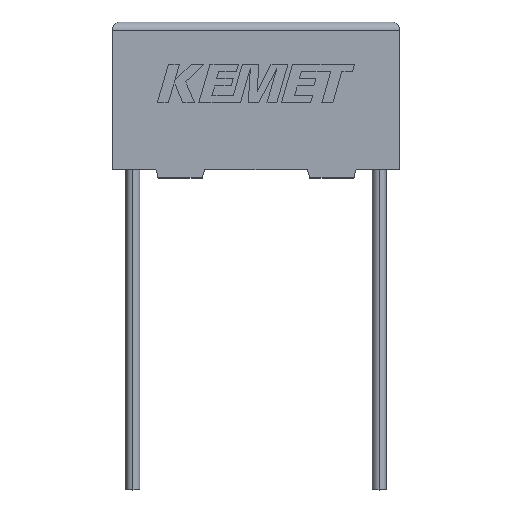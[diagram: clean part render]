
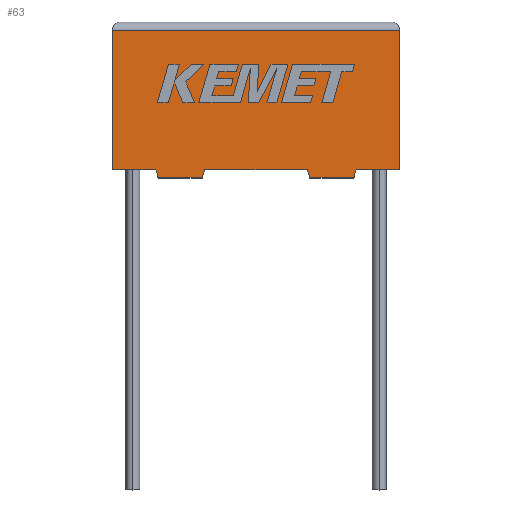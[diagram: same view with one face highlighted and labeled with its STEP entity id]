
A CAD part, top view. The second image highlights one B-rep face of the part: STEP entity #63.
In plain terms, the highlighted planar face has unit normal (0, 0, 1).
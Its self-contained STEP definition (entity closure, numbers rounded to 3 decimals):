
#11 = DIRECTION ( 'NONE',  ( 1., 0., 0. ) ) ;
#30 = CARTESIAN_POINT ( 'NONE',  ( 17.5, 0., 3.5 ) ) ;
#55 = LINE ( 'NONE', #1035, #804 ) ;
#63 = ADVANCED_FACE ( 'NONE', ( #1003 ), #385, .F. ) ;
#108 = DIRECTION ( 'NONE',  ( -1., 0., 0. ) ) ;
#200 = VECTOR ( 'NONE', #2403, 1000. ) ;
#213 = DIRECTION ( 'NONE',  ( -1., 0., 0. ) ) ;
#228 = ORIENTED_EDGE ( 'NONE', *, *, #3166, .T. ) ;
#370 = VECTOR ( 'NONE', #213, 1000. ) ;
#385 = PLANE ( 'NONE',  #1899 ) ;
#404 = CARTESIAN_POINT ( 'NONE',  ( 0., 8.5, 3.5 ) ) ;
#464 = DIRECTION ( 'NONE',  ( 0.287, -0.958, 0. ) ) ;
#724 = ORIENTED_EDGE ( 'NONE', *, *, #1997, .T. ) ;
#735 = CARTESIAN_POINT ( 'NONE',  ( 14.7, -0.5, 3.5 ) ) ;
#787 = VERTEX_POINT ( 'NONE', #1017 ) ;
#797 = CARTESIAN_POINT ( 'NONE',  ( 0., 0., 3.5 ) ) ;
#804 = VECTOR ( 'NONE', #11, 1000. ) ;
#832 = VECTOR ( 'NONE', #1584, 1000. ) ;
#879 = ORIENTED_EDGE ( 'NONE', *, *, #2029, .T. ) ;
#910 = VECTOR ( 'NONE', #2996, 1000. ) ;
#951 = LINE ( 'NONE', #2032, #1536 ) ;
#954 = CARTESIAN_POINT ( 'NONE',  ( 2.65, 0., 3.5 ) ) ;
#999 = EDGE_LOOP ( 'NONE', ( #228, #2733, #879, #724, #2085, #1209, #2002, #2467, #2683, #2520, #2983, #3020 ) ) ;
#1003 = FACE_OUTER_BOUND ( 'NONE', #999, .T. ) ;
#1015 = VECTOR ( 'NONE', #464, 1000. ) ;
#1017 = CARTESIAN_POINT ( 'NONE',  ( 11.873, 0., 3.5 ) ) ;
#1035 = CARTESIAN_POINT ( 'NONE',  ( 0., 0., 3.5 ) ) ;
#1042 = LINE ( 'NONE', #1691, #2137 ) ;
#1052 = LINE ( 'NONE', #1640, #200 ) ;
#1056 = DIRECTION ( 'NONE',  ( -0.287, 0.958, 0. ) ) ;
#1092 = EDGE_CURVE ( 'NONE', #2587, #2788, #1042, .T. ) ;
#1139 = CARTESIAN_POINT ( 'NONE',  ( 14.85, 0., 3.5 ) ) ;
#1149 = CARTESIAN_POINT ( 'NONE',  ( 17.5, 0., 3.5 ) ) ;
#1166 = VERTEX_POINT ( 'NONE', #2920 ) ;
#1175 = EDGE_CURVE ( 'NONE', #2788, #1166, #2170, .T. ) ;
#1209 = ORIENTED_EDGE ( 'NONE', *, *, #2502, .T. ) ;
#1236 = LINE ( 'NONE', #2259, #910 ) ;
#1459 = LINE ( 'NONE', #797, #2783 ) ;
#1499 = EDGE_CURVE ( 'NONE', #2780, #2660, #2334, .T. ) ;
#1525 = LINE ( 'NONE', #30, #832 ) ;
#1536 = VECTOR ( 'NONE', #1056, 1000. ) ;
#1568 = EDGE_CURVE ( 'NONE', #3089, #2527, #1921, .T. ) ;
#1576 = LINE ( 'NONE', #2220, #2003 ) ;
#1584 = DIRECTION ( 'NONE',  ( 0., 1., 0. ) ) ;
#1640 = CARTESIAN_POINT ( 'NONE',  ( 5.478, -0.5, 3.5 ) ) ;
#1683 = DIRECTION ( 'NONE',  ( 0., 0., -1. ) ) ;
#1691 = CARTESIAN_POINT ( 'NONE',  ( 14.85, 0., 3.5 ) ) ;
#1692 = DIRECTION ( 'NONE',  ( -1., 0., 0. ) ) ;
#1718 = LINE ( 'NONE', #1898, #1841 ) ;
#1765 = DIRECTION ( 'NONE',  ( 1., 0., 0. ) ) ;
#1791 = CARTESIAN_POINT ( 'NONE',  ( 2.65, 0., 3.5 ) ) ;
#1841 = VECTOR ( 'NONE', #2851, 1000. ) ;
#1893 = VERTEX_POINT ( 'NONE', #2721 ) ;
#1898 = CARTESIAN_POINT ( 'NONE',  ( 2.8, -0.5, 3.5 ) ) ;
#1899 = AXIS2_PLACEMENT_3D ( 'NONE', #2401, #1683, #108 ) ;
#1921 = LINE ( 'NONE', #3061, #2506 ) ;
#1924 = DIRECTION ( 'NONE',  ( -0.287, -0.958, 0. ) ) ;
#1968 = VERTEX_POINT ( 'NONE', #2559 ) ;
#1997 = EDGE_CURVE ( 'NONE', #1968, #2780, #1576, .T. ) ;
#2002 = ORIENTED_EDGE ( 'NONE', *, *, #2948, .T. ) ;
#2003 = VECTOR ( 'NONE', #1765, 1000. ) ;
#2029 = EDGE_CURVE ( 'NONE', #2527, #1968, #1236, .T. ) ;
#2032 = CARTESIAN_POINT ( 'NONE',  ( 12.023, -0.5, 3.5 ) ) ;
#2085 = ORIENTED_EDGE ( 'NONE', *, *, #1499, .T. ) ;
#2102 = EDGE_CURVE ( 'NONE', #2587, #2488, #55, .T. ) ;
#2125 = EDGE_CURVE ( 'NONE', #1166, #787, #951, .T. ) ;
#2137 = VECTOR ( 'NONE', #1924, 1000. ) ;
#2170 = LINE ( 'NONE', #2404, #370 ) ;
#2220 = CARTESIAN_POINT ( 'NONE',  ( 0., 0., 3.5 ) ) ;
#2259 = CARTESIAN_POINT ( 'NONE',  ( 0., 0., 3.5 ) ) ;
#2301 = CARTESIAN_POINT ( 'NONE',  ( 17.5, 8.5, 3.5 ) ) ;
#2334 = LINE ( 'NONE', #954, #1015 ) ;
#2401 = CARTESIAN_POINT ( 'NONE',  ( 0., 0., 3.5 ) ) ;
#2403 = DIRECTION ( 'NONE',  ( 0.287, 0.958, 0. ) ) ;
#2404 = CARTESIAN_POINT ( 'NONE',  ( 14.7, -0.5, 3.5 ) ) ;
#2467 = ORIENTED_EDGE ( 'NONE', *, *, #3177, .T. ) ;
#2488 = VERTEX_POINT ( 'NONE', #1149 ) ;
#2502 = EDGE_CURVE ( 'NONE', #2660, #2681, #1718, .T. ) ;
#2506 = VECTOR ( 'NONE', #1692, 1000. ) ;
#2520 = ORIENTED_EDGE ( 'NONE', *, *, #1175, .F. ) ;
#2527 = VERTEX_POINT ( 'NONE', #404 ) ;
#2549 = CARTESIAN_POINT ( 'NONE',  ( 5.478, -0.5, 3.5 ) ) ;
#2559 = CARTESIAN_POINT ( 'NONE',  ( 0., 0., 3.5 ) ) ;
#2587 = VERTEX_POINT ( 'NONE', #1139 ) ;
#2660 = VERTEX_POINT ( 'NONE', #3240 ) ;
#2681 = VERTEX_POINT ( 'NONE', #2549 ) ;
#2683 = ORIENTED_EDGE ( 'NONE', *, *, #2125, .F. ) ;
#2721 = CARTESIAN_POINT ( 'NONE',  ( 5.628, 0., 3.5 ) ) ;
#2733 = ORIENTED_EDGE ( 'NONE', *, *, #1568, .T. ) ;
#2780 = VERTEX_POINT ( 'NONE', #1791 ) ;
#2783 = VECTOR ( 'NONE', #2789, 1000. ) ;
#2788 = VERTEX_POINT ( 'NONE', #735 ) ;
#2789 = DIRECTION ( 'NONE',  ( 1., 0., 0. ) ) ;
#2851 = DIRECTION ( 'NONE',  ( 1., 0., 0. ) ) ;
#2920 = CARTESIAN_POINT ( 'NONE',  ( 12.023, -0.5, 3.5 ) ) ;
#2948 = EDGE_CURVE ( 'NONE', #2681, #1893, #1052, .T. ) ;
#2983 = ORIENTED_EDGE ( 'NONE', *, *, #1092, .F. ) ;
#2996 = DIRECTION ( 'NONE',  ( 0., -1., 0. ) ) ;
#3020 = ORIENTED_EDGE ( 'NONE', *, *, #2102, .T. ) ;
#3061 = CARTESIAN_POINT ( 'NONE',  ( 0., 8.5, 3.5 ) ) ;
#3089 = VERTEX_POINT ( 'NONE', #2301 ) ;
#3166 = EDGE_CURVE ( 'NONE', #2488, #3089, #1525, .T. ) ;
#3177 = EDGE_CURVE ( 'NONE', #1893, #787, #1459, .T. ) ;
#3240 = CARTESIAN_POINT ( 'NONE',  ( 2.8, -0.5, 3.5 ) ) ;
